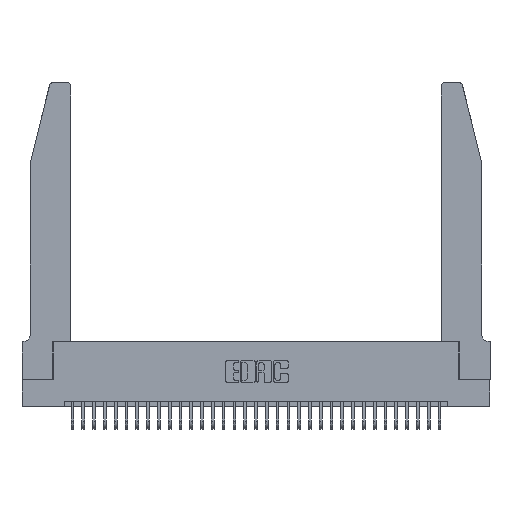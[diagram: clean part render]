
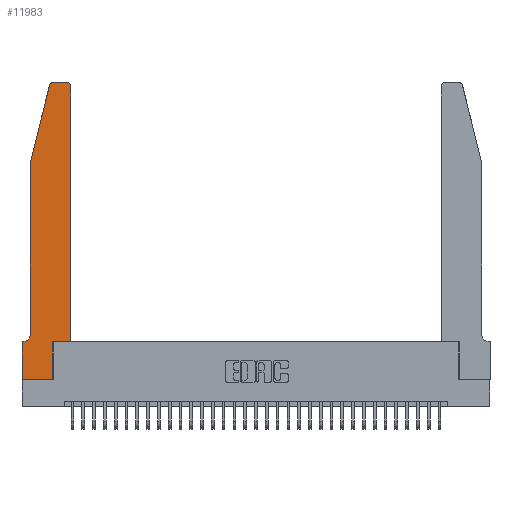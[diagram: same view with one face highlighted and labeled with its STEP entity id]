
A CAD part, top view. The second image highlights one B-rep face of the part: STEP entity #11983.
In plain terms, the highlighted planar face has unit normal (0, 0, 1).
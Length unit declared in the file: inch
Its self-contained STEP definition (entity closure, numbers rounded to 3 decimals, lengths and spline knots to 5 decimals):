
#437 = VERTEX_POINT ( 'NONE', #14119 ) ;
#898 = CIRCLE ( 'NONE', #3407, 0.03 ) ;
#967 = DIRECTION ( 'NONE',  ( 0., 0., 1. ) ) ;
#985 = CARTESIAN_POINT ( 'NONE',  ( 0.4205, 2.75, 0.37 ) ) ;
#1046 = VECTOR ( 'NONE', #30284, 39.37008 ) ;
#1145 = ORIENTED_EDGE ( 'NONE', *, *, #19034, .T. ) ;
#1474 = CARTESIAN_POINT ( 'NONE',  ( 0.4505, 0.35, 0.37 ) ) ;
#2028 = VECTOR ( 'NONE', #18409, 39.37008 ) ;
#2711 = VERTEX_POINT ( 'NONE', #12184 ) ;
#2835 = EDGE_CURVE ( 'NONE', #5458, #10891, #12149, .T. ) ;
#3312 = CARTESIAN_POINT ( 'NONE',  ( 0., 0.35, 0.37 ) ) ;
#3407 = AXIS2_PLACEMENT_3D ( 'NONE', #14214, #32974, #16928 ) ;
#3409 = CIRCLE ( 'NONE', #23745, 0.07 ) ;
#3602 = VERTEX_POINT ( 'NONE', #3312 ) ;
#4392 = EDGE_CURVE ( 'NONE', #13882, #437, #8692, .T. ) ;
#4534 = EDGE_CURVE ( 'NONE', #4768, #2711, #25072, .T. ) ;
#4673 = CARTESIAN_POINT ( 'NONE',  ( 0.2865, 0.35, 0.37 ) ) ;
#4768 = VERTEX_POINT ( 'NONE', #27703 ) ;
#5083 = VERTEX_POINT ( 'NONE', #15496 ) ;
#5458 = VERTEX_POINT ( 'NONE', #6025 ) ;
#6025 = CARTESIAN_POINT ( 'NONE',  ( 0.25487, 2.72718, 0.37 ) ) ;
#6246 = CIRCLE ( 'NONE', #25634, 0.03 ) ;
#6535 = VERTEX_POINT ( 'NONE', #18615 ) ;
#6687 = CARTESIAN_POINT ( 'NONE',  ( 0.4505, 0.35, 0.37 ) ) ;
#7045 = ORIENTED_EDGE ( 'NONE', *, *, #10736, .T. ) ;
#8302 = ORIENTED_EDGE ( 'NONE', *, *, #14108, .T. ) ;
#8692 = LINE ( 'NONE', #1474, #14996 ) ;
#8950 = AXIS2_PLACEMENT_3D ( 'NONE', #17169, #967, #19864 ) ;
#9156 = EDGE_LOOP ( 'NONE', ( #7045, #33431, #9724, #14826, #30296, #18383, #18352, #8302, #9395, #21209, #9249, #1145 ) ) ;
#9249 = ORIENTED_EDGE ( 'NONE', *, *, #4392, .T. ) ;
#9395 = ORIENTED_EDGE ( 'NONE', *, *, #4534, .T. ) ;
#9724 = ORIENTED_EDGE ( 'NONE', *, *, #2835, .T. ) ;
#9829 = VERTEX_POINT ( 'NONE', #18260 ) ;
#10194 = CARTESIAN_POINT ( 'NONE',  ( 0.0755, 2., 0.37 ) ) ;
#10416 = LINE ( 'NONE', #26450, #23861 ) ;
#10736 = EDGE_CURVE ( 'NONE', #33122, #9829, #16065, .T. ) ;
#10891 = VERTEX_POINT ( 'NONE', #28471 ) ;
#11327 = FACE_OUTER_BOUND ( 'NONE', #9156, .T. ) ;
#11756 = CARTESIAN_POINT ( 'NONE',  ( 0.0755, 2., 0.37 ) ) ;
#11939 = DIRECTION ( 'NONE',  ( -1., 0., 0. ) ) ;
#11983 = ADVANCED_FACE ( 'NONE', ( #11327 ), #30519, .T. ) ;
#12149 = LINE ( 'NONE', #10194, #34370 ) ;
#12184 = CARTESIAN_POINT ( 'NONE',  ( 0.2865, 0.35, 0.37 ) ) ;
#12495 = CARTESIAN_POINT ( 'NONE',  ( 0.0755, 0.42, 0.37 ) ) ;
#12898 = EDGE_CURVE ( 'NONE', #9829, #5458, #6246, .T. ) ;
#13060 = CARTESIAN_POINT ( 'NONE',  ( 0.0755, 0.35, 0.37 ) ) ;
#13562 = CARTESIAN_POINT ( 'NONE',  ( 0.284, 2.72, 0.37 ) ) ;
#13882 = VERTEX_POINT ( 'NONE', #6687 ) ;
#14108 = EDGE_CURVE ( 'NONE', #6535, #4768, #10416, .T. ) ;
#14119 = CARTESIAN_POINT ( 'NONE',  ( 0.4505, 2.72, 0.37 ) ) ;
#14214 = CARTESIAN_POINT ( 'NONE',  ( 0.4205, 2.72, 0.37 ) ) ;
#14826 = ORIENTED_EDGE ( 'NONE', *, *, #19096, .T. ) ;
#14996 = VECTOR ( 'NONE', #23047, 39.37008 ) ;
#15221 = DIRECTION ( 'NONE',  ( 0., 0., -1. ) ) ;
#15496 = CARTESIAN_POINT ( 'NONE',  ( 0.0055, 0.35, 0.37 ) ) ;
#16065 = LINE ( 'NONE', #22649, #29471 ) ;
#16298 = DIRECTION ( 'NONE',  ( 1., 0., 0. ) ) ;
#16928 = DIRECTION ( 'NONE',  ( 1., 0., 0. ) ) ;
#17169 = CARTESIAN_POINT ( 'NONE',  ( 0., 0.35, 0.37 ) ) ;
#18260 = CARTESIAN_POINT ( 'NONE',  ( 0.284, 2.75, 0.37 ) ) ;
#18352 = ORIENTED_EDGE ( 'NONE', *, *, #21769, .T. ) ;
#18383 = ORIENTED_EDGE ( 'NONE', *, *, #30835, .T. ) ;
#18409 = DIRECTION ( 'NONE',  ( -1., 0., 0. ) ) ;
#18615 = CARTESIAN_POINT ( 'NONE',  ( 0., 0., 0.37 ) ) ;
#19034 = EDGE_CURVE ( 'NONE', #437, #33122, #898, .T. ) ;
#19096 = EDGE_CURVE ( 'NONE', #10891, #34374, #19916, .T. ) ;
#19103 = VECTOR ( 'NONE', #27832, 39.37008 ) ;
#19864 = DIRECTION ( 'NONE',  ( 1., 0., 0. ) ) ;
#19877 = EDGE_CURVE ( 'NONE', #34374, #5083, #3409, .T. ) ;
#19916 = LINE ( 'NONE', #11756, #19103 ) ;
#21168 = DIRECTION ( 'NONE',  ( 1., 0., 0. ) ) ;
#21209 = ORIENTED_EDGE ( 'NONE', *, *, #24367, .T. ) ;
#21769 = EDGE_CURVE ( 'NONE', #3602, #6535, #22592, .T. ) ;
#22592 = LINE ( 'NONE', #27614, #1046 ) ;
#22649 = CARTESIAN_POINT ( 'NONE',  ( 0.2605, 2.75, 0.37 ) ) ;
#23047 = DIRECTION ( 'NONE',  ( 0., 1., 0. ) ) ;
#23745 = AXIS2_PLACEMENT_3D ( 'NONE', #31293, #15221, #33943 ) ;
#23861 = VECTOR ( 'NONE', #21168, 39.37008 ) ;
#24361 = LINE ( 'NONE', #13060, #2028 ) ;
#24367 = EDGE_CURVE ( 'NONE', #2711, #13882, #34136, .T. ) ;
#25072 = LINE ( 'NONE', #4673, #32191 ) ;
#25634 = AXIS2_PLACEMENT_3D ( 'NONE', #13562, #32361, #16298 ) ;
#26293 = DIRECTION ( 'NONE',  ( -0.239, -0.971, 0. ) ) ;
#26450 = CARTESIAN_POINT ( 'NONE',  ( 0., 0., 0.37 ) ) ;
#27575 = CARTESIAN_POINT ( 'NONE',  ( 0.4505, 0.35, 0.37 ) ) ;
#27614 = CARTESIAN_POINT ( 'NONE',  ( 0., 0., 0.37 ) ) ;
#27703 = CARTESIAN_POINT ( 'NONE',  ( 0.2865, 0., 0.37 ) ) ;
#27832 = DIRECTION ( 'NONE',  ( 0., -1., 0. ) ) ;
#28471 = CARTESIAN_POINT ( 'NONE',  ( 0.0755, 2., 0.37 ) ) ;
#29471 = VECTOR ( 'NONE', #11939, 39.37008 ) ;
#30243 = DIRECTION ( 'NONE',  ( 1., 0., 0. ) ) ;
#30284 = DIRECTION ( 'NONE',  ( 0., -1., 0. ) ) ;
#30296 = ORIENTED_EDGE ( 'NONE', *, *, #19877, .T. ) ;
#30402 = VECTOR ( 'NONE', #30243, 39.37008 ) ;
#30519 = PLANE ( 'NONE',  #8950 ) ;
#30835 = EDGE_CURVE ( 'NONE', #5083, #3602, #24361, .T. ) ;
#31293 = CARTESIAN_POINT ( 'NONE',  ( 0.0055, 0.42, 0.37 ) ) ;
#32191 = VECTOR ( 'NONE', #34111, 39.37008 ) ;
#32361 = DIRECTION ( 'NONE',  ( 0., 0., 1. ) ) ;
#32974 = DIRECTION ( 'NONE',  ( 0., 0., 1. ) ) ;
#33122 = VERTEX_POINT ( 'NONE', #985 ) ;
#33431 = ORIENTED_EDGE ( 'NONE', *, *, #12898, .T. ) ;
#33943 = DIRECTION ( 'NONE',  ( -1., 0., 0. ) ) ;
#34111 = DIRECTION ( 'NONE',  ( 0., 1., 0. ) ) ;
#34136 = LINE ( 'NONE', #27575, #30402 ) ;
#34370 = VECTOR ( 'NONE', #26293, 39.37008 ) ;
#34374 = VERTEX_POINT ( 'NONE', #12495 ) ;
